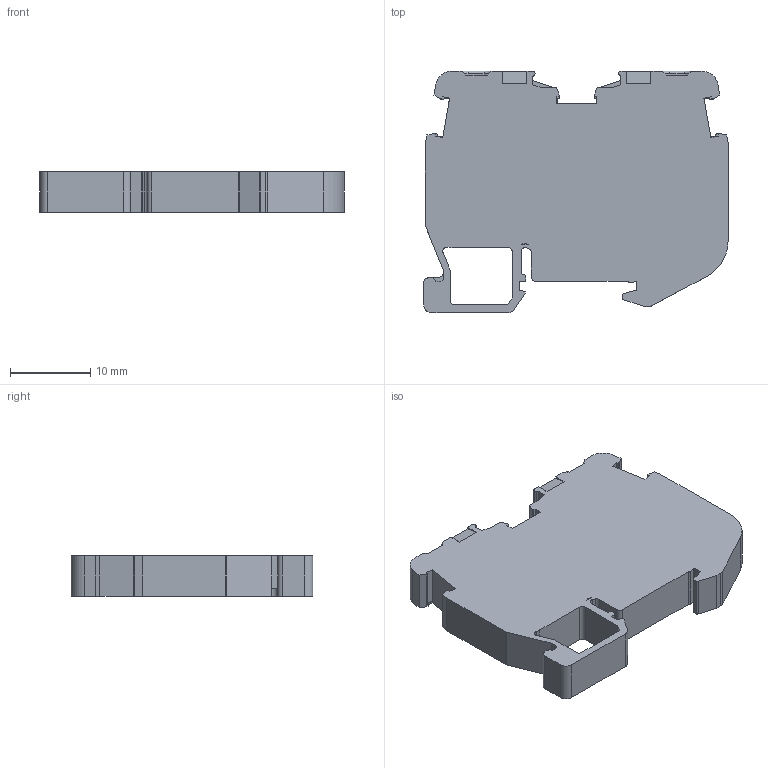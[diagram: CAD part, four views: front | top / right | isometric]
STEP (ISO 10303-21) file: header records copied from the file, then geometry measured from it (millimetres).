
FILE_DESCRIPTION (( 'STEP AP214' ), '1' );
FILE_NAME ('307399_PYKM 2,5_Grey.STP', '2013-11-14T07:01:57', ( 'arge' ), ( 'Microsoft' ), 'SwSTEP 2.0', 'SolidWorks 2013', '' );
FILE_SCHEMA (( 'AUTOMOTIVE_DESIGN' ));
Length unit declared in the file: millimetre
Products named in the file (1): 307399_PYKM 2,5_Grey
Bounding box: 37.93 x 30.14 x 5 mm (x, y, z)
Volume: 4490.3 mm3; surface area: 2853.6 mm2
Topology: 1 solids, 1 shells, 198 faces, 572 edges, 380 vertices
Faces by surface type: plane 128, cylinder 64, cone 6
Entity records: 6663 total; most frequent: CARTESIAN_POINT 1213, ORIENTED_EDGE 1144, DIRECTION 1079, EDGE_CURVE 572, VECTOR 423, LINE 423, VERTEX_POINT 380, AXIS2_PLACEMENT_3D 328
